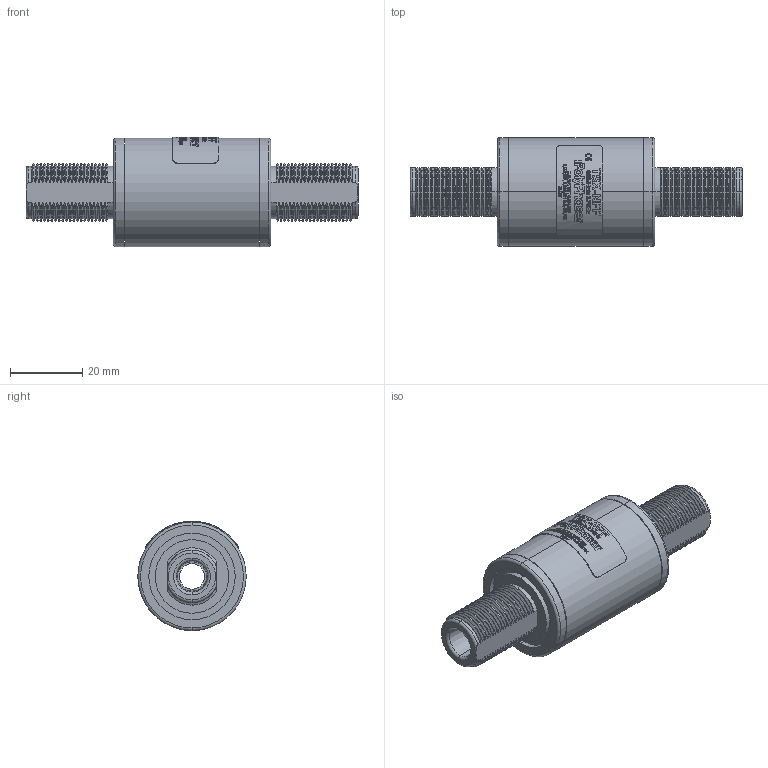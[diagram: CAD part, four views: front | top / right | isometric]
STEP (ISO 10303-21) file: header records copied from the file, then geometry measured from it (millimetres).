
FILE_DESCRIPTION (( 'STEP AP214' ), '1' );
FILE_NAME ('TSX-NFF.STEP', '2019-07-30T19:47:58', ( '' ), ( '' ), 'SwSTEP 2.0', 'SolidWorks 2019', '' );
FILE_SCHEMA (( 'AUTOMOTIVE_DESIGN' ));
Length unit declared in the file: inch
Products named in the file (8): 5800-0274; 5800-0276; 2003-2863; TSX-NFF; 2003-2863_On 5800-0276
Assembly tree (4 placements, depth 2):
  5800-0274
  5800-0276
  2003-2863
  TSX-NFF
    2003-2863_On 5800-0276
    5800-0276
    5800-0274  x2
  5800-0274
Bounding box: 91.72 x 29.97 x 30.23 mm (x, y, z)
Volume: 25162.5 mm3; surface area: 18942.3 mm2
Topology: 4 solids, 4 shells, 2047 faces, 5617 edges, 3702 vertices
Faces by surface type: bspline 891, plane 438, cylinder 430, cone 268, torus 20
Entity records: 100100 total; most frequent: CARTESIAN_POINT 45190, ORIENTED_EDGE 9568, EDGE_CURVE 4784, DIRECTION 4365, VERTEX_POINT 3166, B_SPLINE_CURVE_WITH_KNOTS 2973, EDGE_LOOP 1860, FACE_OUTER_BOUND 1740
